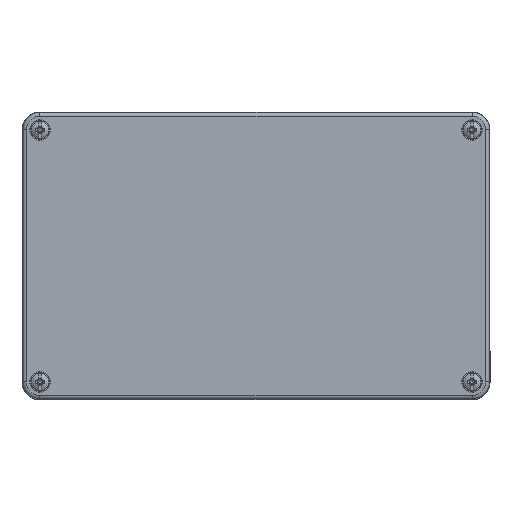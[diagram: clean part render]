
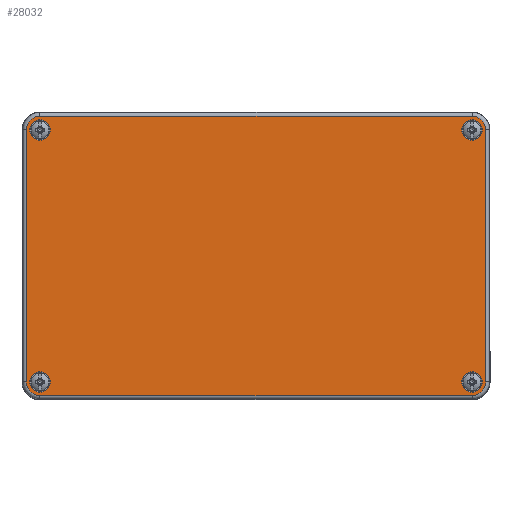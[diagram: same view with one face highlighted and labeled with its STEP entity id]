
A CAD part, top view. The second image highlights one B-rep face of the part: STEP entity #28032.
In plain terms, the highlighted face is planar.
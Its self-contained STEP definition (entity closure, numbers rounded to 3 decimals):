
#1715=FACE_BOUND('',#9503,.T.);
#1716=FACE_BOUND('',#9504,.T.);
#1717=FACE_BOUND('',#9505,.T.);
#1718=FACE_BOUND('',#9506,.T.);
#3448=LINE('',#51110,#5456);
#3449=LINE('',#51114,#5457);
#3450=LINE('',#51118,#5458);
#3451=LINE('',#51122,#5459);
#5456=VECTOR('',#37599,10.);
#5457=VECTOR('',#37602,10.);
#5458=VECTOR('',#37605,10.);
#5459=VECTOR('',#37608,10.);
#6222=PLANE('',#30699);
#7673=FACE_OUTER_BOUND('',#9502,.T.);
#9502=EDGE_LOOP('',(#24638,#24639,#24640,#24641,#24642,#24643,#24644,#24645));
#9503=EDGE_LOOP('',(#24646));
#9504=EDGE_LOOP('',(#24647));
#9505=EDGE_LOOP('',(#24648));
#9506=EDGE_LOOP('',(#24649));
#10926=CIRCLE('',#30697,5.697);
#10928=CIRCLE('',#30700,7.642);
#10929=CIRCLE('',#30701,7.642);
#10930=CIRCLE('',#30702,7.642);
#10931=CIRCLE('',#30703,7.642);
#10932=CIRCLE('',#30704,5.697);
#10933=CIRCLE('',#30705,5.697);
#10934=CIRCLE('',#30706,5.697);
#13412=VERTEX_POINT('',#51104);
#13413=VERTEX_POINT('',#51108);
#13414=VERTEX_POINT('',#51109);
#13415=VERTEX_POINT('',#51111);
#13416=VERTEX_POINT('',#51113);
#13417=VERTEX_POINT('',#51115);
#13418=VERTEX_POINT('',#51117);
#13419=VERTEX_POINT('',#51119);
#13420=VERTEX_POINT('',#51121);
#13421=VERTEX_POINT('',#51124);
#13422=VERTEX_POINT('',#51126);
#13423=VERTEX_POINT('',#51128);
#17214=EDGE_CURVE('',#13412,#13412,#10926,.T.);
#17216=EDGE_CURVE('',#13413,#13414,#3448,.T.);
#17217=EDGE_CURVE('',#13415,#13413,#10928,.T.);
#17218=EDGE_CURVE('',#13416,#13415,#3449,.T.);
#17219=EDGE_CURVE('',#13417,#13416,#10929,.T.);
#17220=EDGE_CURVE('',#13418,#13417,#3450,.T.);
#17221=EDGE_CURVE('',#13419,#13418,#10930,.T.);
#17222=EDGE_CURVE('',#13420,#13419,#3451,.T.);
#17223=EDGE_CURVE('',#13414,#13420,#10931,.T.);
#17224=EDGE_CURVE('',#13421,#13421,#10932,.T.);
#17225=EDGE_CURVE('',#13422,#13422,#10933,.T.);
#17226=EDGE_CURVE('',#13423,#13423,#10934,.T.);
#24638=ORIENTED_EDGE('',*,*,#17216,.F.);
#24639=ORIENTED_EDGE('',*,*,#17217,.F.);
#24640=ORIENTED_EDGE('',*,*,#17218,.F.);
#24641=ORIENTED_EDGE('',*,*,#17219,.F.);
#24642=ORIENTED_EDGE('',*,*,#17220,.F.);
#24643=ORIENTED_EDGE('',*,*,#17221,.F.);
#24644=ORIENTED_EDGE('',*,*,#17222,.F.);
#24645=ORIENTED_EDGE('',*,*,#17223,.F.);
#24646=ORIENTED_EDGE('',*,*,#17224,.F.);
#24647=ORIENTED_EDGE('',*,*,#17225,.F.);
#24648=ORIENTED_EDGE('',*,*,#17226,.F.);
#24649=ORIENTED_EDGE('',*,*,#17214,.F.);
#28032=ADVANCED_FACE('',(#7673,#1715,#1716,#1717,#1718),#6222,.F.);
#30697=AXIS2_PLACEMENT_3D('',#51105,#37593,#37594);
#30699=AXIS2_PLACEMENT_3D('',#51107,#37597,#37598);
#30700=AXIS2_PLACEMENT_3D('',#51112,#37600,#37601);
#30701=AXIS2_PLACEMENT_3D('',#51116,#37603,#37604);
#30702=AXIS2_PLACEMENT_3D('',#51120,#37606,#37607);
#30703=AXIS2_PLACEMENT_3D('',#51123,#37609,#37610);
#30704=AXIS2_PLACEMENT_3D('',#51125,#37611,#37612);
#30705=AXIS2_PLACEMENT_3D('',#51127,#37613,#37614);
#30706=AXIS2_PLACEMENT_3D('',#51129,#37615,#37616);
#37593=DIRECTION('center_axis',(0.,0.,-1.));
#37594=DIRECTION('ref_axis',(1.,0.,0.));
#37597=DIRECTION('center_axis',(0.,0.,1.));
#37598=DIRECTION('ref_axis',(1.,0.,0.));
#37599=DIRECTION('',(1.,0.,0.));
#37600=DIRECTION('center_axis',(0.,0.,1.));
#37601=DIRECTION('ref_axis',(-0.707,-0.707,0.));
#37602=DIRECTION('',(0.,-1.,0.));
#37603=DIRECTION('center_axis',(0.,0.,1.));
#37604=DIRECTION('ref_axis',(-0.707,0.707,0.));
#37605=DIRECTION('',(-1.,0.,0.));
#37606=DIRECTION('center_axis',(0.,0.,1.));
#37607=DIRECTION('ref_axis',(0.707,0.707,0.));
#37608=DIRECTION('',(0.,1.,0.));
#37609=DIRECTION('center_axis',(0.,0.,1.));
#37610=DIRECTION('ref_axis',(0.707,-0.707,0.));
#37611=DIRECTION('center_axis',(0.,0.,-1.));
#37612=DIRECTION('ref_axis',(1.,0.,0.));
#37613=DIRECTION('center_axis',(0.,0.,-1.));
#37614=DIRECTION('ref_axis',(1.,0.,0.));
#37615=DIRECTION('center_axis',(0.,0.,-1.));
#37616=DIRECTION('ref_axis',(1.,0.,0.));
#51104=CARTESIAN_POINT('',(-125.697,70.,-22.5));
#51105=CARTESIAN_POINT('Origin',(-120.,70.,-22.5));
#51107=CARTESIAN_POINT('Origin',(0.,0.,
-22.5));
#51108=CARTESIAN_POINT('',(-120.,-77.642,-22.5));
#51109=CARTESIAN_POINT('',(120.,-77.642,-22.5));
#51110=CARTESIAN_POINT('',(-60.,-77.642,-22.5));
#51111=CARTESIAN_POINT('',(-127.642,-70.,-22.5));
#51112=CARTESIAN_POINT('Origin',(-120.,-70.,-22.5));
#51113=CARTESIAN_POINT('',(-127.642,70.,-22.5));
#51114=CARTESIAN_POINT('',(-127.642,35.,-22.5));
#51115=CARTESIAN_POINT('',(-120.,77.642,-22.5));
#51116=CARTESIAN_POINT('Origin',(-120.,70.,-22.5));
#51117=CARTESIAN_POINT('',(120.,77.642,-22.5));
#51118=CARTESIAN_POINT('',(60.,77.642,-22.5));
#51119=CARTESIAN_POINT('',(127.642,70.,-22.5));
#51120=CARTESIAN_POINT('Origin',(120.,70.,-22.5));
#51121=CARTESIAN_POINT('',(127.642,-70.,-22.5));
#51122=CARTESIAN_POINT('',(127.642,-35.,-22.5));
#51123=CARTESIAN_POINT('Origin',(120.,-70.,-22.5));
#51124=CARTESIAN_POINT('',(-125.697,-70.,-22.5));
#51125=CARTESIAN_POINT('Origin',(-120.,-70.,-22.5));
#51126=CARTESIAN_POINT('',(114.303,70.,-22.5));
#51127=CARTESIAN_POINT('Origin',(120.,70.,-22.5));
#51128=CARTESIAN_POINT('',(114.303,-70.,-22.5));
#51129=CARTESIAN_POINT('Origin',(120.,-70.,-22.5));
